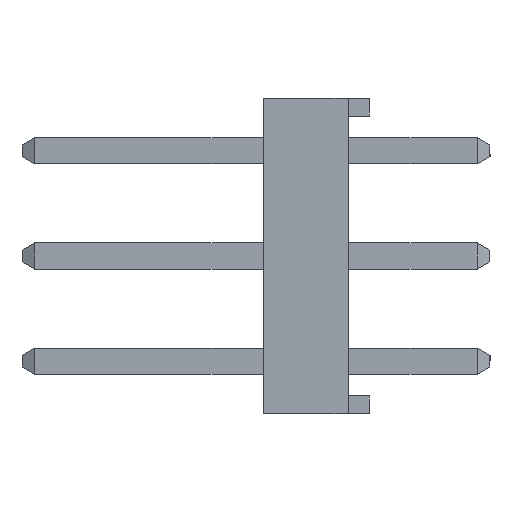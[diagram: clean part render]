
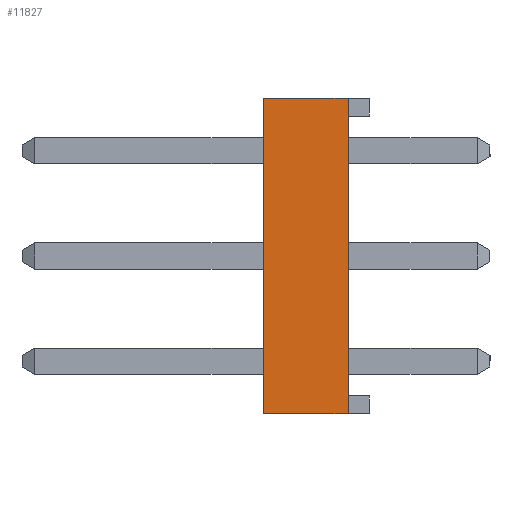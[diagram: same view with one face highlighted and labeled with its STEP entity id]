
A CAD part, left-side view. The second image highlights one B-rep face of the part: STEP entity #11827.
In plain terms, the highlighted planar face has unit normal (-1, 0, 0).
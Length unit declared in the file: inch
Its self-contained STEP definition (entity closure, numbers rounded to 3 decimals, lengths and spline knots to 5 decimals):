
#1111=ORIENTED_EDGE('',*,*,#4225,.F.);
#1112=ORIENTED_EDGE('',*,*,#3739,.F.);
#1113=ORIENTED_EDGE('',*,*,#4226,.F.);
#1114=ORIENTED_EDGE('',*,*,#3808,.T.);
#3739=EDGE_CURVE('',#5345,#5346,#6441,.T.);
#3808=EDGE_CURVE('',#5395,#5394,#6510,.T.);
#4225=EDGE_CURVE('',#5346,#5394,#6927,.T.);
#4226=EDGE_CURVE('',#5395,#5345,#6928,.T.);
#5345=VERTEX_POINT('',#16713);
#5346=VERTEX_POINT('',#16715);
#5394=VERTEX_POINT('',#16837);
#5395=VERTEX_POINT('',#16839);
#6441=LINE('',#16714,#8119);
#6510=LINE('',#16838,#8188);
#6927=LINE('',#17659,#8605);
#6928=LINE('',#17660,#8606);
#8119=VECTOR('',#13463,39.37008);
#8188=VECTOR('',#13544,39.37008);
#8605=VECTOR('',#14261,39.37008);
#8606=VECTOR('',#14262,39.37008);
#9661=EDGE_LOOP('',(#1111,#1112,#1113,#1114));
#10407=FACE_BOUND('',#9661,.T.);
#11153=PLANE('',#12527);
#11827=ADVANCED_FACE('',(#10407),#11153,.F.);
#12527=AXIS2_PLACEMENT_3D('',#17658,#14259,#14260);
#13463=DIRECTION('',(0.,-1.,0.));
#13544=DIRECTION('',(0.,-1.,0.));
#14259=DIRECTION('',(1.,0.,0.));
#14260=DIRECTION('',(0.,0.,-1.));
#14261=DIRECTION('',(0.,0.,-1.));
#14262=DIRECTION('',(0.,0.,1.));
#16713=CARTESIAN_POINT('',(-0.3,0.1,0.15));
#16714=CARTESIAN_POINT('',(-0.3,0.1,0.15));
#16715=CARTESIAN_POINT('',(-0.3,0.02,0.15));
#16837=CARTESIAN_POINT('',(-0.3,0.02,-0.15));
#16838=CARTESIAN_POINT('',(-0.3,0.1,-0.15));
#16839=CARTESIAN_POINT('',(-0.3,0.1,-0.15));
#17658=CARTESIAN_POINT('',(-0.3,0.1,-0.15));
#17659=CARTESIAN_POINT('',(-0.3,0.02,-0.15));
#17660=CARTESIAN_POINT('',(-0.3,0.1,-0.15));
